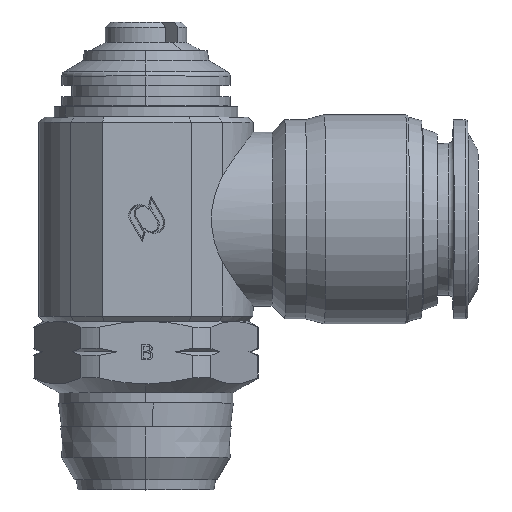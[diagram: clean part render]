
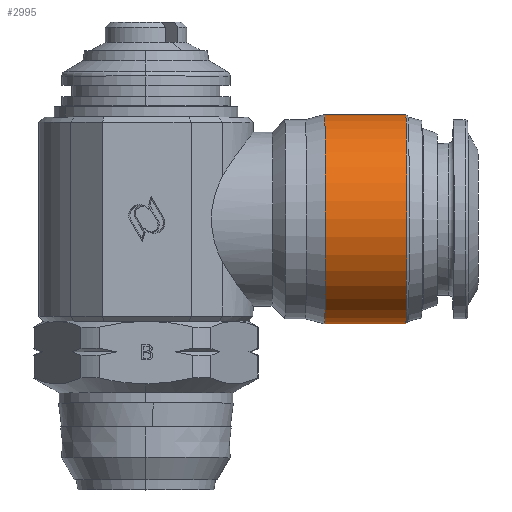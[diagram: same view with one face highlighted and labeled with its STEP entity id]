
A CAD part, top view. The second image highlights one B-rep face of the part: STEP entity #2995.
In plain terms, the highlighted cylindrical face has radius 10.25 mm (diameter 20.5 mm), a partial arc.
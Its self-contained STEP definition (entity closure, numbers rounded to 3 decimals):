
#351 = AXIS2_PLACEMENT_3D ( 'NONE', #2482, #2483, #2491 ) ;
#666 = CARTESIAN_POINT ( 'NONE',  ( 25.448, 26.5, -0.196 ) ) ;
#667 = DIRECTION ( 'NONE',  ( -1., 0., 0.008 ) ) ;
#668 = DIRECTION ( 'NONE',  ( 0., -1., 0. ) ) ;
#785 = CARTESIAN_POINT ( 'NONE',  ( 17.499, 16.25, -0.135 ) ) ;
#787 = CARTESIAN_POINT ( 'NONE',  ( 17.499, 36.75, -0.135 ) ) ;
#1826 = EDGE_CURVE ( 'NONE', #2804, #2805, #5444, .T. ) ;
#1846 = EDGE_CURVE ( 'NONE', #8517, #2805, #5456, .T. ) ;
#1847 = EDGE_CURVE ( 'NONE', #8516, #2804, #5453, .T. ) ;
#2028 = CARTESIAN_POINT ( 'NONE',  ( 17.499, 26.5, -0.135 ) ) ;
#2029 = DIRECTION ( 'NONE',  ( -1., 0., 0.008 ) ) ;
#2030 = DIRECTION ( 'NONE',  ( 0., -1., 0. ) ) ;
#2075 = CARTESIAN_POINT ( 'NONE',  ( 0., 16.25, 0. ) ) ;
#2079 = CARTESIAN_POINT ( 'NONE',  ( 0., 36.75, 0. ) ) ;
#2081 = DIRECTION ( 'NONE',  ( -1., 0., 0.008 ) ) ;
#2082 = DIRECTION ( 'NONE',  ( -1., 0., 0.008 ) ) ;
#2264 = EDGE_CURVE ( 'NONE', #8516, #8517, #3289, .T. ) ;
#2482 = CARTESIAN_POINT ( 'NONE',  ( 0., 26.5, 0. ) ) ;
#2483 = DIRECTION ( 'NONE',  ( -1., 0., 0.008 ) ) ;
#2491 = DIRECTION ( 'NONE',  ( 0., -1., 0. ) ) ;
#2804 = VERTEX_POINT ( 'NONE', #785 ) ;
#2805 = VERTEX_POINT ( 'NONE', #787 ) ;
#2995 = ADVANCED_FACE ( 'NONE', ( #5722 ), #5730, .T. ) ;
#3289 = CIRCLE ( 'NONE', #8679, 10.25 ) ;
#5444 = CIRCLE ( 'NONE', #8618, 10.25 ) ;
#5453 = LINE ( 'NONE', #2075, #5461 ) ;
#5456 = LINE ( 'NONE', #2079, #5459 ) ;
#5459 = VECTOR ( 'NONE', #2081, 1000. ) ;
#5461 = VECTOR ( 'NONE', #2082, 1000. ) ;
#5722 = FACE_OUTER_BOUND ( 'NONE', #8437, .T. ) ;
#5730 = CYLINDRICAL_SURFACE ( 'NONE', #351, 10.25 ) ;
#8098 = ORIENTED_EDGE ( 'NONE', *, *, #2264, .T. ) ;
#8099 = ORIENTED_EDGE ( 'NONE', *, *, #1846, .T. ) ;
#8100 = ORIENTED_EDGE ( 'NONE', *, *, #1826, .F. ) ;
#8101 = ORIENTED_EDGE ( 'NONE', *, *, #1847, .F. ) ;
#8437 = EDGE_LOOP ( 'NONE', ( #8098, #8099, #8100, #8101 ) ) ;
#8516 = VERTEX_POINT ( 'NONE', #8967 ) ;
#8517 = VERTEX_POINT ( 'NONE', #8968 ) ;
#8618 = AXIS2_PLACEMENT_3D ( 'NONE', #2028, #2029, #2030 ) ;
#8679 = AXIS2_PLACEMENT_3D ( 'NONE', #666, #667, #668 ) ;
#8967 = CARTESIAN_POINT ( 'NONE',  ( 25.448, 16.25, -0.196 ) ) ;
#8968 = CARTESIAN_POINT ( 'NONE',  ( 25.448, 36.75, -0.196 ) ) ;
